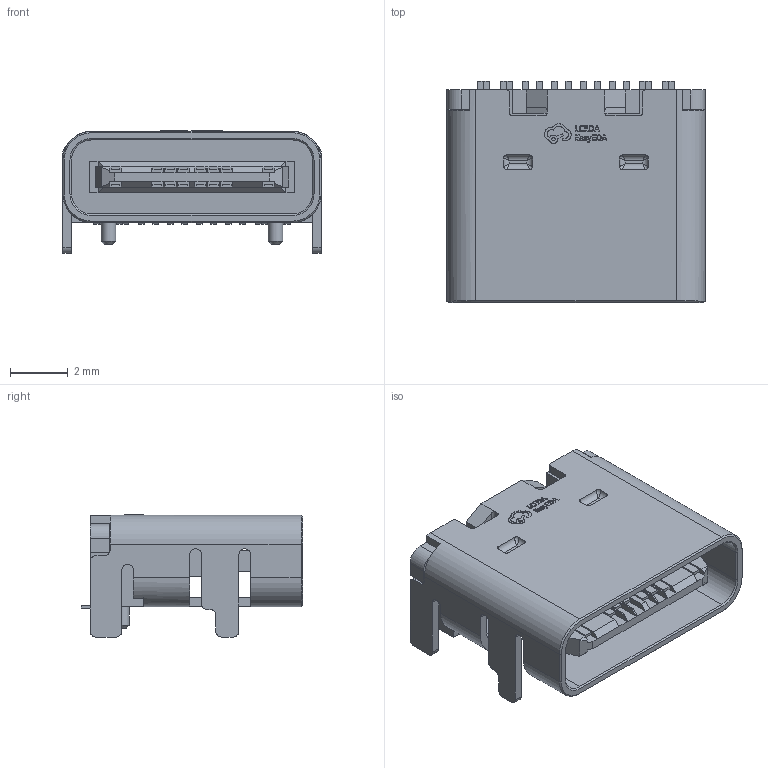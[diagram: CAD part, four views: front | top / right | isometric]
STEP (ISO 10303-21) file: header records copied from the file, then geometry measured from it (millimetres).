
FILE_DESCRIPTION (( 'STEP AP214' ), '1' );
FILE_NAME ('USB-C_UC09-0B16F00P11.STEP', '2024-11-21T13:15:33', ( '' ), ( '' ), 'SwSTEP 2.0', 'SolidWorks 2020', '' );
FILE_SCHEMA (( 'AUTOMOTIVE_DESIGN' ));
Length unit declared in the file: millimetre
Products named in the file (1): USB-C_UC09-0B16F00P11
Bounding box: 8.94 x 7.65 x 4.22 mm (x, y, z)
Volume: 113.5 mm3; surface area: 524.2 mm2
Topology: 29 solids, 29 shells, 777 faces, 1994 edges, 1280 vertices
Faces by surface type: plane 557, bspline 114, cylinder 94, cone 12
Entity records: 32716 total; most frequent: CARTESIAN_POINT 5824, ORIENTED_EDGE 3956, DIRECTION 3250, EDGE_CURVE 1978, VECTOR 1558, LINE 1558, VERTEX_POINT 1280, AXIS2_PLACEMENT_3D 846
